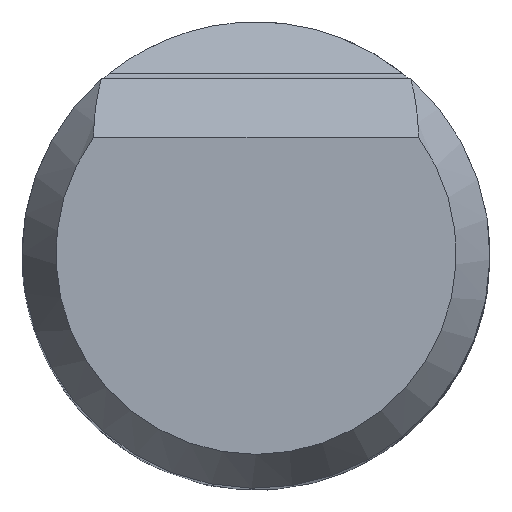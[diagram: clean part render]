
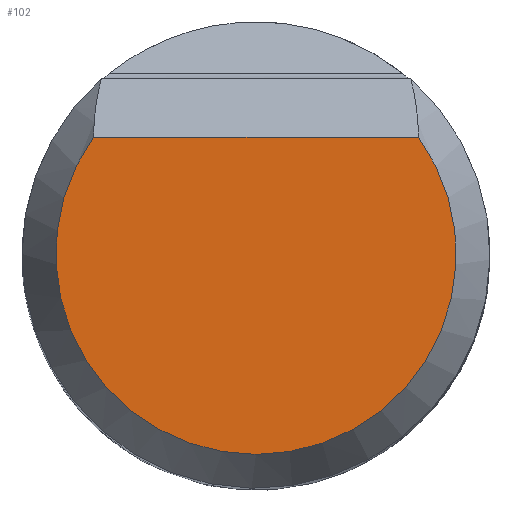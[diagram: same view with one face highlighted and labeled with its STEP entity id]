
A CAD part, top view. The second image highlights one B-rep face of the part: STEP entity #102.
In plain terms, the highlighted planar face has unit normal (0, 0, 1).
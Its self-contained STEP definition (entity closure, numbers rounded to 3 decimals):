
#48=PLANE('',#698);
#66=FACE_OUTER_BOUND('',#153,.T.);
#102=ADVANCED_FACE('',(#66),#48,.T.);
#153=EDGE_LOOP('',(#248,#249));
#248=ORIENTED_EDGE('',*,*,#484,.T.);
#249=ORIENTED_EDGE('',*,*,#485,.T.);
#426=VERTEX_POINT('',#985);
#427=VERTEX_POINT('',#986);
#484=EDGE_CURVE('',#426,#427,#564,.T.);
#485=EDGE_CURVE('',#427,#426,#599,.T.);
#564=CIRCLE('',#697,3.423);
#599=LINE('',#987,#633);
#633=VECTOR('',#784,1.);
#697=AXIS2_PLACEMENT_3D('',#984,#782,#783);
#698=AXIS2_PLACEMENT_3D('',#988,#785,#786);
#782=DIRECTION('',(0.,0.,1.));
#783=DIRECTION('',(0.342,0.94,0.));
#784=DIRECTION('',(-1.,0.,0.));
#785=DIRECTION('',(0.,0.,1.));
#786=DIRECTION('',(0.342,0.94,0.));
#984=CARTESIAN_POINT('',(0.,0.,0.));
#985=CARTESIAN_POINT('',(-2.778,2.,0.));
#986=CARTESIAN_POINT('',(2.778,2.,0.));
#987=CARTESIAN_POINT('',(20.,2.,0.));
#988=CARTESIAN_POINT('',(0.,0.,0.));
